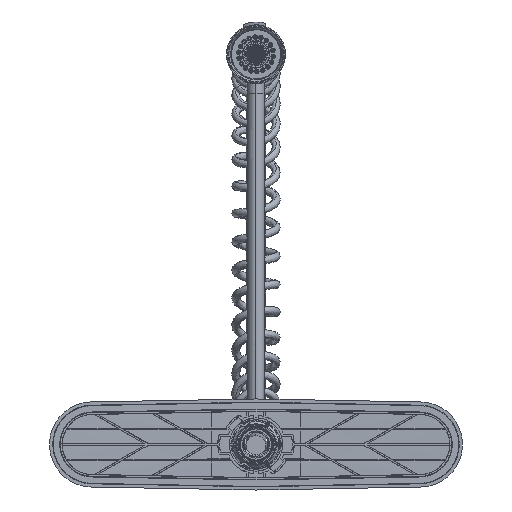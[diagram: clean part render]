
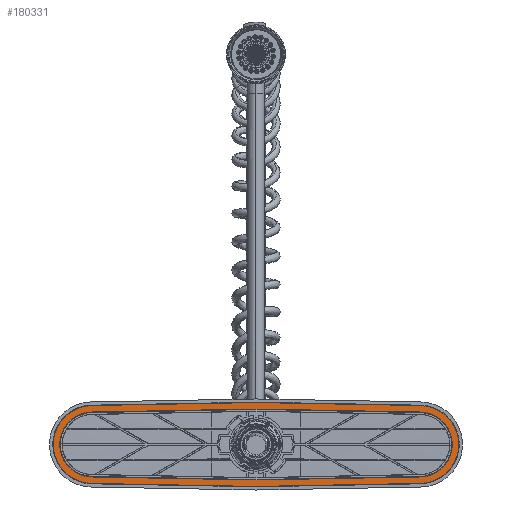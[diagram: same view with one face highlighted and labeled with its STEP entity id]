
A CAD part, front view. The second image highlights one B-rep face of the part: STEP entity #180331.
In plain terms, the highlighted face is planar.
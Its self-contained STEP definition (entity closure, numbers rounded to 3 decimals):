
#180062=CARTESIAN_POINT('',(101.6,3.5,0.));
#180063=DIRECTION('',(0.,-1.,0.));
#180064=DIRECTION('',(0.018,0.,-1.));
#180065=AXIS2_PLACEMENT_3D('',#180062,#180063,#180064);
#180067=DIRECTION('',(-1.,0.,0.018));
#180068=VECTOR('',#180067,102.056);
#180069=CARTESIAN_POINT('',(102.039,3.5,24.146));
#180070=LINE('',#180069,#180068);
#180071=DIRECTION('',(-1.,0.,-0.018));
#180072=VECTOR('',#180071,102.056);
#180073=CARTESIAN_POINT('',(0.,3.5,26.));
#180074=LINE('',#180073,#180072);
#180075=CARTESIAN_POINT('',(-101.6,3.5,0.));
#180076=DIRECTION('',(0.,-1.,0.));
#180077=DIRECTION('',(-0.018,0.,1.));
#180078=AXIS2_PLACEMENT_3D('',#180075,#180076,#180077);
#180080=DIRECTION('',(1.,0.,-0.018));
#180081=VECTOR('',#180080,102.056);
#180082=CARTESIAN_POINT('',(-102.039,3.5,-24.146));
#180083=LINE('',#180082,#180081);
#180084=DIRECTION('',(1.,0.,0.018));
#180085=VECTOR('',#180084,102.056);
#180086=CARTESIAN_POINT('',(0.,3.5,-26.));
#180087=LINE('',#180086,#180085);
#180088=DIRECTION('',(-1.,0.,0.018));
#180089=VECTOR('',#180088,101.983);
#180090=CARTESIAN_POINT('',(0.,3.5,-22.));
#180091=LINE('',#180090,#180089);
#180092=CARTESIAN_POINT('',(-101.6,3.5,0.));
#180093=DIRECTION('',(0.,1.,0.));
#180094=DIRECTION('',(-0.018,0.,-1.));
#180095=AXIS2_PLACEMENT_3D('',#180092,#180093,#180094);
#180097=DIRECTION('',(1.,0.,-0.018));
#180098=VECTOR('',#180097,101.983);
#180099=CARTESIAN_POINT('',(0.,3.5,22.));
#180100=LINE('',#180099,#180098);
#180101=CARTESIAN_POINT('',(101.6,3.5,0.));
#180102=DIRECTION('',(0.,1.,0.));
#180103=DIRECTION('',(0.018,0.,1.));
#180104=AXIS2_PLACEMENT_3D('',#180101,#180102,#180103);
#180106=DIRECTION('',(1.,0.,0.018));
#180107=VECTOR('',#180106,101.983);
#180108=CARTESIAN_POINT('',(0.,3.5,-22.));
#180109=LINE('',#180108,#180107);
#180122=DIRECTION('',(-1.,0.,-0.018));
#180123=VECTOR('',#180122,101.983);
#180124=CARTESIAN_POINT('',(0.,3.5,22.));
#180125=LINE('',#180124,#180123);
#180162=CARTESIAN_POINT('',(102.039,3.5,-24.146));
#180163=VERTEX_POINT('',#180162);
#180164=CARTESIAN_POINT('',(0.,3.5,-26.));
#180165=VERTEX_POINT('',#180164);
#180166=CARTESIAN_POINT('',(102.039,3.5,24.146));
#180167=VERTEX_POINT('',#180166);
#180168=CARTESIAN_POINT('',(0.,3.5,26.));
#180169=VERTEX_POINT('',#180168);
#180170=CARTESIAN_POINT('',(-102.039,3.5,24.146));
#180171=VERTEX_POINT('',#180170);
#180172=CARTESIAN_POINT('',(-102.039,3.5,-24.146));
#180173=VERTEX_POINT('',#180172);
#180174=CARTESIAN_POINT('',(0.,3.5,-22.));
#180175=CARTESIAN_POINT('',(101.966,3.5,-20.147));
#180176=VERTEX_POINT('',#180174);
#180177=VERTEX_POINT('',#180175);
#180178=CARTESIAN_POINT('',(-101.966,3.5,-20.147));
#180179=VERTEX_POINT('',#180178);
#180180=CARTESIAN_POINT('',(-101.966,3.5,20.147));
#180181=VERTEX_POINT('',#180180);
#180182=CARTESIAN_POINT('',(0.,3.5,22.));
#180183=VERTEX_POINT('',#180182);
#180184=CARTESIAN_POINT('',(101.966,3.5,20.147));
#180185=VERTEX_POINT('',#180184);
#180304=CARTESIAN_POINT('',(101.966,3.5,-20.147));
#180305=DIRECTION('',(0.,1.,0.));
#180306=DIRECTION('',(0.018,0.,-1.));
#180307=AXIS2_PLACEMENT_3D('',#180304,#180305,#180306);
#180308=PLANE('',#180307);
#180309=ORIENTED_EDGE('',*,*,#180242,.T.);
#180310=ORIENTED_EDGE('',*,*,#180256,.T.);
#180311=ORIENTED_EDGE('',*,*,#180270,.T.);
#180312=ORIENTED_EDGE('',*,*,#180284,.T.);
#180313=ORIENTED_EDGE('',*,*,#180297,.T.);
#180314=ORIENTED_EDGE('',*,*,#180227,.T.);
#180315=EDGE_LOOP('',(#180309,#180310,#180311,#180312,#180313,#180314));
#180316=FACE_OUTER_BOUND('',#180315,.F.);
#180318=ORIENTED_EDGE('',*,*,#180317,.F.);
#180320=ORIENTED_EDGE('',*,*,#180319,.T.);
#180322=ORIENTED_EDGE('',*,*,#180321,.T.);
#180324=ORIENTED_EDGE('',*,*,#180323,.F.);
#180326=ORIENTED_EDGE('',*,*,#180325,.T.);
#180328=ORIENTED_EDGE('',*,*,#180327,.T.);
#180329=EDGE_LOOP('',(#180318,#180320,#180322,#180324,#180326,#180328));
#180330=FACE_BOUND('',#180329,.F.);
#180331=ADVANCED_FACE('',(#180316,#180330),#180308,.T.);
#180066=CIRCLE('',#180065,24.15);
#180079=CIRCLE('',#180078,24.15);
#180096=CIRCLE('',#180095,20.15);
#180105=CIRCLE('',#180104,20.15);
#180227=EDGE_CURVE('',#180165,#180163,#180087,.T.);
#180242=EDGE_CURVE('',#180163,#180167,#180066,.T.);
#180256=EDGE_CURVE('',#180167,#180169,#180070,.T.);
#180270=EDGE_CURVE('',#180169,#180171,#180074,.T.);
#180284=EDGE_CURVE('',#180171,#180173,#180079,.T.);
#180297=EDGE_CURVE('',#180173,#180165,#180083,.T.);
#180317=EDGE_CURVE('',#180176,#180177,#180109,.T.);
#180319=EDGE_CURVE('',#180176,#180179,#180091,.T.);
#180321=EDGE_CURVE('',#180179,#180181,#180096,.T.);
#180323=EDGE_CURVE('',#180183,#180181,#180125,.T.);
#180325=EDGE_CURVE('',#180183,#180185,#180100,.T.);
#180327=EDGE_CURVE('',#180185,#180177,#180105,.T.);
